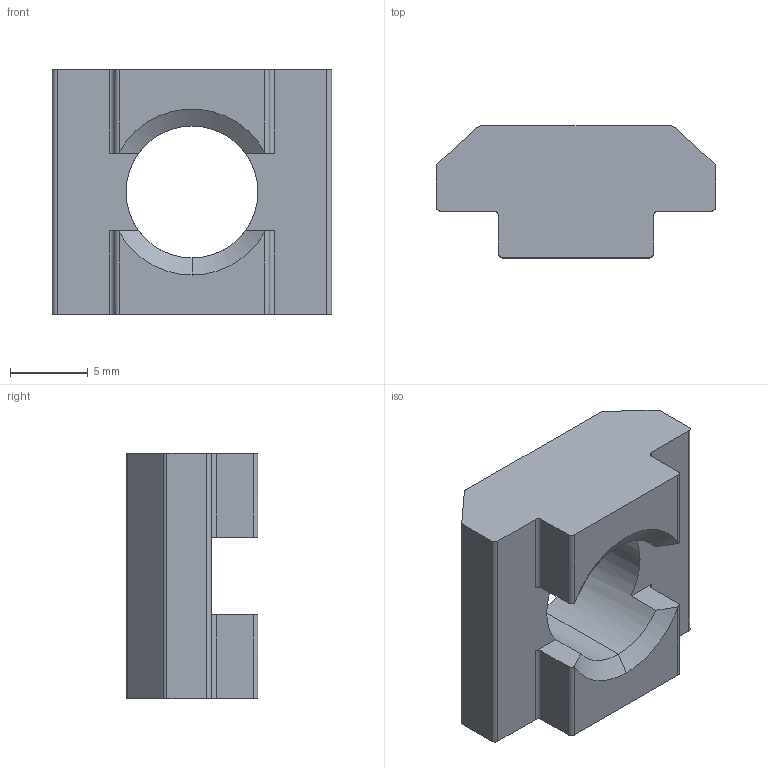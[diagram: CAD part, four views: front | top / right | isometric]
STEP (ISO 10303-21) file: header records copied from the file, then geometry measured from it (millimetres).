
FILE_DESCRIPTION (( 'STEP AP214' ), '1' );
FILE_NAME ('A270 Ñóõàðü ïàçîâûé Ì10, ïàç 10.STEP', '2021-03-25T14:00:38', ( 'Windows User' ), ( '' ), 'SwSTEP 2.0', 'SolidWorks 2020', '' );
FILE_SCHEMA (( 'AUTOMOTIVE_DESIGN' ));
Length unit declared in the file: millimetre
Products named in the file (1): A270 Ñóõàðü ïàçîâûé Ì10, ïàç 10
Bounding box: 18 x 8.5 x 15.8 mm (x, y, z)
Volume: 1398.5 mm3; surface area: 1071.3 mm2
Topology: 1 solids, 1 shells, 40 faces, 114 edges, 75 vertices
Faces by surface type: plane 19, cylinder 16, cone 5
Entity records: 1383 total; most frequent: CARTESIAN_POINT 254, DIRECTION 229, ORIENTED_EDGE 228, EDGE_CURVE 114, AXIS2_PLACEMENT_3D 82, VERTEX_POINT 75, LINE 65, VECTOR 65
